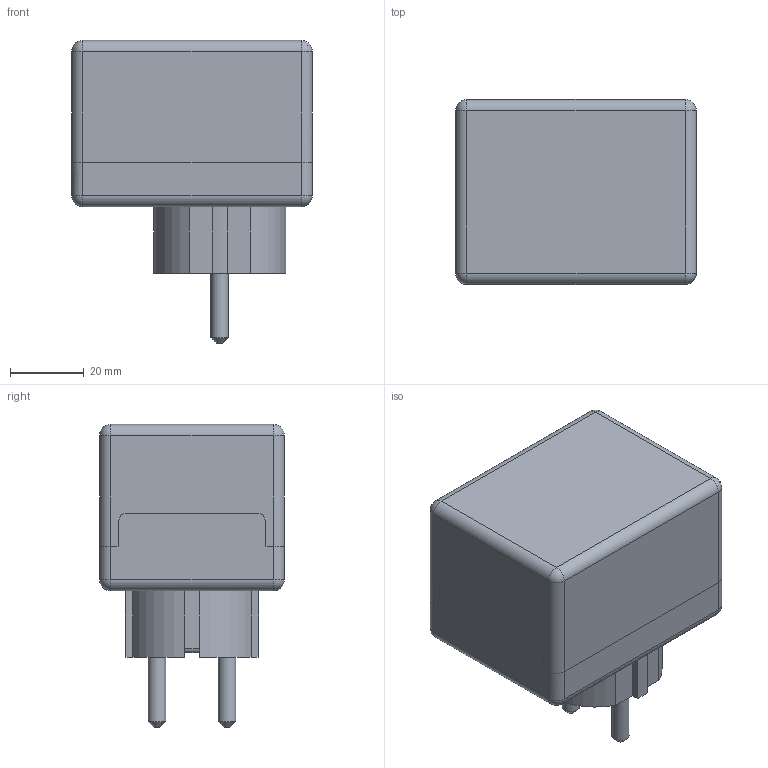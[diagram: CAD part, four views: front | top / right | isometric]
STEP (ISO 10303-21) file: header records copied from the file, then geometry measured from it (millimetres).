
FILE_DESCRIPTION((''),'2;1');
FILE_NAME('0601100500-MBPO_655045 ST.stp','2016-01-19T15:35:42',('robin.rentz'),(''),'Autodesk Inventor 2012','Autodesk Inventor 2012','');
FILE_SCHEMA(('AUTOMOTIVE_DESIGN { 1 2 10303 214 0 1 1 1 }'));
Length unit declared in the file: millimetre
Products named in the file (3): 0601100500-MBPO_655045 ST; 0601100102-UT_655030-45 ST; 0501100221-OT_655045
Assembly tree (2 placements, depth 2):
  0601100500-MBPO_655045 ST
    0601100102-UT_655030-45 ST
    0501100221-OT_655045
Bounding box: 65 x 50 x 82 mm (x, y, z)
Volume: 52945.8 mm3; surface area: 42223.7 mm2
Topology: 2 solids, 2 shells, 318 faces, 728 edges, 448 vertices
Faces by surface type: plane 190, cylinder 86, cone 34, sphere 8
Full cylindrical faces by diameter (mm): 2.7 x8, 3 x6, 4.75 x2, 6 x12, 8.5 x2, 8.9 x4
Entity records: 8700 total; most frequent: DIRECTION 1536, CARTESIAN_POINT 1449, ORIENTED_EDGE 1368, EDGE_CURVE 684, AXIS2_PLACEMENT_3D 529, VECTOR 478, LINE 478, VERTEX_POINT 442
